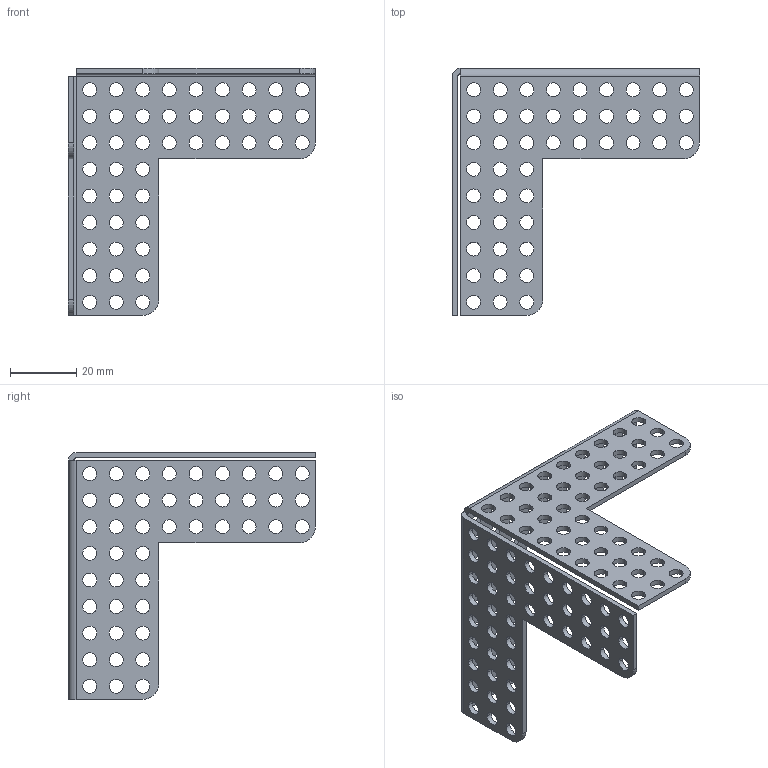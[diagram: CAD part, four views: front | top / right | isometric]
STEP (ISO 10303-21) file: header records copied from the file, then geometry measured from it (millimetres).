
FILE_DESCRIPTION (( 'STEP AP214' ), '1' );
FILE_NAME ('03-0033.step', '2020-04-06T07:06:32', ( '' ), ( '' ), 'SwSTEP 2.0', 'SolidWorks 2020', '' );
FILE_SCHEMA (( 'AUTOMOTIVE_DESIGN' ));
Length unit declared in the file: millimetre
Products named in the file (1): 03-0033
Bounding box: 74.4 x 74.4 x 74.4 mm (x, y, z)
Volume: 11749.5 mm3; surface area: 18455 mm2
Topology: 1 solids, 1 shells, 298 faces, 884 edges, 588 vertices
Faces by surface type: cylinder 280, plane 18
Entity records: 10890 total; most frequent: DIRECTION 2042, CARTESIAN_POINT 1771, ORIENTED_EDGE 1768, EDGE_CURVE 884, AXIS2_PLACEMENT_3D 859, VERTEX_POINT 588, EDGE_LOOP 568, CIRCLE 560
